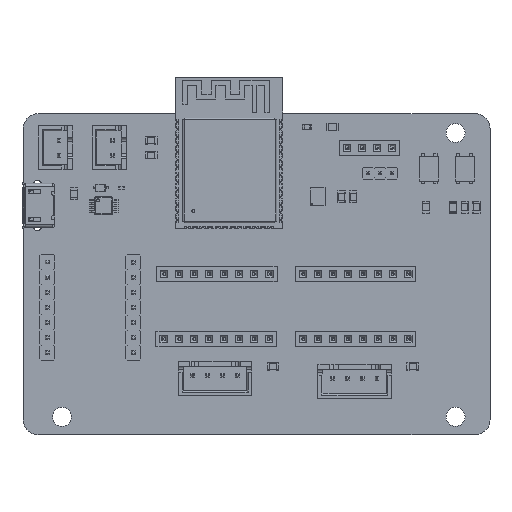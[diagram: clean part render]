
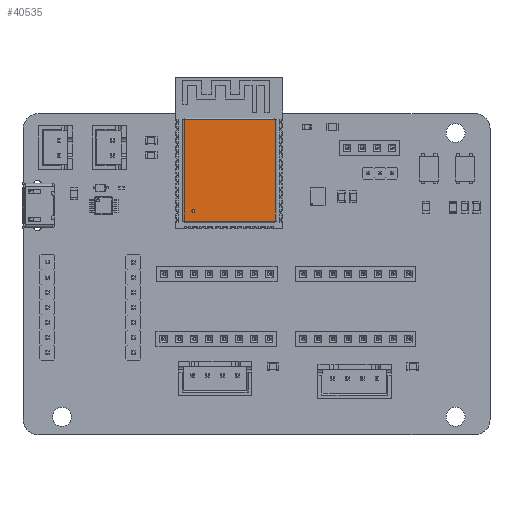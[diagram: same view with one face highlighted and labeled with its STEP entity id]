
A CAD part, top view. The second image highlights one B-rep face of the part: STEP entity #40535.
In plain terms, the highlighted face is planar.
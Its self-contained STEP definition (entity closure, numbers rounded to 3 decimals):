
#40236 = VERTEX_POINT('',#40237);
#40237 = CARTESIAN_POINT('',(-6.,3.25,10.));
#40243 = EDGE_CURVE('',#40236,#40244,#40246,.T.);
#40244 = VERTEX_POINT('',#40245);
#40245 = CARTESIAN_POINT('',(-6.,3.25,9.5));
#40246 = CIRCLE('',#40247,0.25);
#40247 = AXIS2_PLACEMENT_3D('',#40248,#40249,#40250);
#40248 = CARTESIAN_POINT('',(-6.,3.25,9.75));
#40249 = DIRECTION('',(0.,-1.,0.));
#40250 = DIRECTION('',(0.,0.,1.));
#40389 = EDGE_CURVE('',#40244,#40236,#40390,.T.);
#40390 = CIRCLE('',#40391,0.25);
#40391 = AXIS2_PLACEMENT_3D('',#40392,#40393,#40394);
#40392 = CARTESIAN_POINT('',(-6.,3.25,9.75));
#40393 = DIRECTION('',(0.,-1.,0.));
#40394 = DIRECTION('',(0.,0.,1.));
#40535 = ADVANCED_FACE('',(#40536,#40634),#40638,.F.);
#40536 = FACE_BOUND('',#40537,.T.);
#40537 = EDGE_LOOP('',(#40538,#40548,#40556,#40564,#40572,#40580,#40588,
    #40596,#40604,#40612,#40620,#40628));
#40538 = ORIENTED_EDGE('',*,*,#40539,.T.);
#40539 = EDGE_CURVE('',#40540,#40542,#40544,.T.);
#40540 = VERTEX_POINT('',#40541);
#40541 = CARTESIAN_POINT('',(-7.529,3.25,-5.649));
#40542 = VERTEX_POINT('',#40543);
#40543 = CARTESIAN_POINT('',(-7.529,3.25,-5.629));
#40544 = LINE('',#40545,#40546);
#40545 = CARTESIAN_POINT('',(-7.529,3.25,-5.9));
#40546 = VECTOR('',#40547,1.);
#40547 = DIRECTION('',(-0.,-0.,1.));
#40548 = ORIENTED_EDGE('',*,*,#40549,.T.);
#40549 = EDGE_CURVE('',#40542,#40550,#40552,.T.);
#40550 = VERTEX_POINT('',#40551);
#40551 = CARTESIAN_POINT('',(-7.549,3.25,-5.629));
#40552 = LINE('',#40553,#40554);
#40553 = CARTESIAN_POINT('',(-7.8,3.25,-5.629));
#40554 = VECTOR('',#40555,1.);
#40555 = DIRECTION('',(-1.,-0.,-0.));
#40556 = ORIENTED_EDGE('',*,*,#40557,.F.);
#40557 = EDGE_CURVE('',#40558,#40550,#40560,.T.);
#40558 = VERTEX_POINT('',#40559);
#40559 = CARTESIAN_POINT('',(-7.549,3.25,11.429));
#40560 = LINE('',#40561,#40562);
#40561 = CARTESIAN_POINT('',(-7.549,3.25,0.));
#40562 = VECTOR('',#40563,1.);
#40563 = DIRECTION('',(0.,-0.,-1.));
#40564 = ORIENTED_EDGE('',*,*,#40565,.T.);
#40565 = EDGE_CURVE('',#40558,#40566,#40568,.T.);
#40566 = VERTEX_POINT('',#40567);
#40567 = CARTESIAN_POINT('',(-7.529,3.25,11.429));
#40568 = LINE('',#40569,#40570);
#40569 = CARTESIAN_POINT('',(-7.8,3.25,11.429));
#40570 = VECTOR('',#40571,1.);
#40571 = DIRECTION('',(1.,-0.,0.));
#40572 = ORIENTED_EDGE('',*,*,#40573,.T.);
#40573 = EDGE_CURVE('',#40566,#40574,#40576,.T.);
#40574 = VERTEX_POINT('',#40575);
#40575 = CARTESIAN_POINT('',(-7.529,3.25,11.449));
#40576 = LINE('',#40577,#40578);
#40577 = CARTESIAN_POINT('',(-7.529,3.25,11.7));
#40578 = VECTOR('',#40579,1.);
#40579 = DIRECTION('',(-0.,-0.,1.));
#40580 = ORIENTED_EDGE('',*,*,#40581,.F.);
#40581 = EDGE_CURVE('',#40582,#40574,#40584,.T.);
#40582 = VERTEX_POINT('',#40583);
#40583 = CARTESIAN_POINT('',(7.729,3.25,11.449));
#40584 = LINE('',#40585,#40586);
#40585 = CARTESIAN_POINT('',(0.,3.25,11.449));
#40586 = VECTOR('',#40587,1.);
#40587 = DIRECTION('',(-1.,-0.,-0.));
#40588 = ORIENTED_EDGE('',*,*,#40589,.T.);
#40589 = EDGE_CURVE('',#40582,#40590,#40592,.T.);
#40590 = VERTEX_POINT('',#40591);
#40591 = CARTESIAN_POINT('',(7.729,3.25,11.429));
#40592 = LINE('',#40593,#40594);
#40593 = CARTESIAN_POINT('',(7.729,3.25,11.7));
#40594 = VECTOR('',#40595,1.);
#40595 = DIRECTION('',(-0.,-0.,-1.));
#40596 = ORIENTED_EDGE('',*,*,#40597,.T.);
#40597 = EDGE_CURVE('',#40590,#40598,#40600,.T.);
#40598 = VERTEX_POINT('',#40599);
#40599 = CARTESIAN_POINT('',(7.749,3.25,11.429));
#40600 = LINE('',#40601,#40602);
#40601 = CARTESIAN_POINT('',(8.,3.25,11.429));
#40602 = VECTOR('',#40603,1.);
#40603 = DIRECTION('',(1.,-0.,-0.));
#40604 = ORIENTED_EDGE('',*,*,#40605,.F.);
#40605 = EDGE_CURVE('',#40606,#40598,#40608,.T.);
#40606 = VERTEX_POINT('',#40607);
#40607 = CARTESIAN_POINT('',(7.749,3.25,-5.629));
#40608 = LINE('',#40609,#40610);
#40609 = CARTESIAN_POINT('',(7.749,3.25,0.));
#40610 = VECTOR('',#40611,1.);
#40611 = DIRECTION('',(-0.,0.,1.));
#40612 = ORIENTED_EDGE('',*,*,#40613,.T.);
#40613 = EDGE_CURVE('',#40606,#40614,#40616,.T.);
#40614 = VERTEX_POINT('',#40615);
#40615 = CARTESIAN_POINT('',(7.729,3.25,-5.629));
#40616 = LINE('',#40617,#40618);
#40617 = CARTESIAN_POINT('',(8.,3.25,-5.629));
#40618 = VECTOR('',#40619,1.);
#40619 = DIRECTION('',(-1.,-0.,0.));
#40620 = ORIENTED_EDGE('',*,*,#40621,.T.);
#40621 = EDGE_CURVE('',#40614,#40622,#40624,.T.);
#40622 = VERTEX_POINT('',#40623);
#40623 = CARTESIAN_POINT('',(7.729,3.25,-5.649));
#40624 = LINE('',#40625,#40626);
#40625 = CARTESIAN_POINT('',(7.729,3.25,-5.9));
#40626 = VECTOR('',#40627,1.);
#40627 = DIRECTION('',(-0.,-0.,-1.));
#40628 = ORIENTED_EDGE('',*,*,#40629,.F.);
#40629 = EDGE_CURVE('',#40540,#40622,#40630,.T.);
#40630 = LINE('',#40631,#40632);
#40631 = CARTESIAN_POINT('',(0.,3.25,-5.649));
#40632 = VECTOR('',#40633,1.);
#40633 = DIRECTION('',(1.,0.,0.));
#40634 = FACE_BOUND('',#40635,.T.);
#40635 = EDGE_LOOP('',(#40636,#40637));
#40636 = ORIENTED_EDGE('',*,*,#40243,.T.);
#40637 = ORIENTED_EDGE('',*,*,#40389,.T.);
#40638 = PLANE('',#40639);
#40639 = AXIS2_PLACEMENT_3D('',#40640,#40641,#40642);
#40640 = CARTESIAN_POINT('',(0.,3.25,0.));
#40641 = DIRECTION('',(0.,-1.,0.));
#40642 = DIRECTION('',(0.,-0.,-1.));
